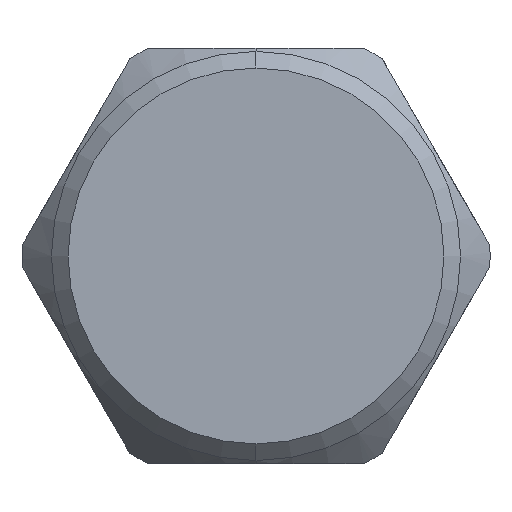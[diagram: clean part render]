
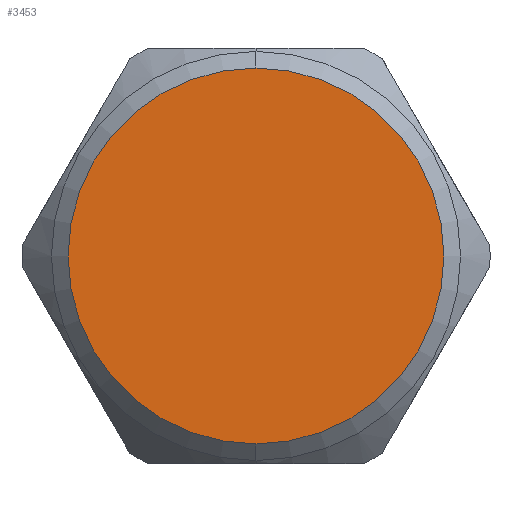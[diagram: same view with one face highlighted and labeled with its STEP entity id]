
A CAD part, left-side view. The second image highlights one B-rep face of the part: STEP entity #3453.
In plain terms, the highlighted planar face has unit normal (-1, 0, 0).
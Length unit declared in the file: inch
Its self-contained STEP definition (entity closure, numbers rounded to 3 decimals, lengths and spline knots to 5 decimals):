
#621 = CARTESIAN_POINT ( 'NONE',  ( 0., 0., 0. ) ) ;
#648 = DIRECTION ( 'NONE',  ( -1., 0., 0. ) ) ;
#696 = DIRECTION ( 'NONE',  ( -1., 0., 0. ) ) ;
#825 = CARTESIAN_POINT ( 'NONE',  ( 0., 0., -0.113 ) ) ;
#937 = AXIS2_PLACEMENT_3D ( 'NONE', #1445, #1165, #3066 ) ;
#1149 = FACE_OUTER_BOUND ( 'NONE', #3098, .T. ) ;
#1165 = DIRECTION ( 'NONE',  ( -1., 0., 0. ) ) ;
#1258 = CIRCLE ( 'NONE', #3266, 0.113 ) ;
#1445 = CARTESIAN_POINT ( 'NONE',  ( 0., 0.098, 0. ) ) ;
#1728 = AXIS2_PLACEMENT_3D ( 'NONE', #621, #696, #3210 ) ;
#1786 = DIRECTION ( 'NONE',  ( 0., 0., 1. ) ) ;
#1977 = CARTESIAN_POINT ( 'NONE',  ( 0., 0., 0.113 ) ) ;
#2316 = ORIENTED_EDGE ( 'NONE', *, *, #3179, .T. ) ;
#2378 = VERTEX_POINT ( 'NONE', #1977 ) ;
#2476 = EDGE_CURVE ( 'NONE', #3111, #2378, #1258, .T. ) ;
#2795 = PLANE ( 'NONE',  #937 ) ;
#2968 = CIRCLE ( 'NONE', #1728, 0.113 ) ;
#3066 = DIRECTION ( 'NONE',  ( 0., 0., 1. ) ) ;
#3098 = EDGE_LOOP ( 'NONE', ( #3693, #2316 ) ) ;
#3111 = VERTEX_POINT ( 'NONE', #825 ) ;
#3179 = EDGE_CURVE ( 'NONE', #2378, #3111, #2968, .T. ) ;
#3193 = CARTESIAN_POINT ( 'NONE',  ( 0., 0., 0. ) ) ;
#3210 = DIRECTION ( 'NONE',  ( 0., 0., 1. ) ) ;
#3266 = AXIS2_PLACEMENT_3D ( 'NONE', #3193, #648, #1786 ) ;
#3453 = ADVANCED_FACE ( 'NONE', ( #1149 ), #2795, .T. ) ;
#3693 = ORIENTED_EDGE ( 'NONE', *, *, #2476, .T. ) ;
